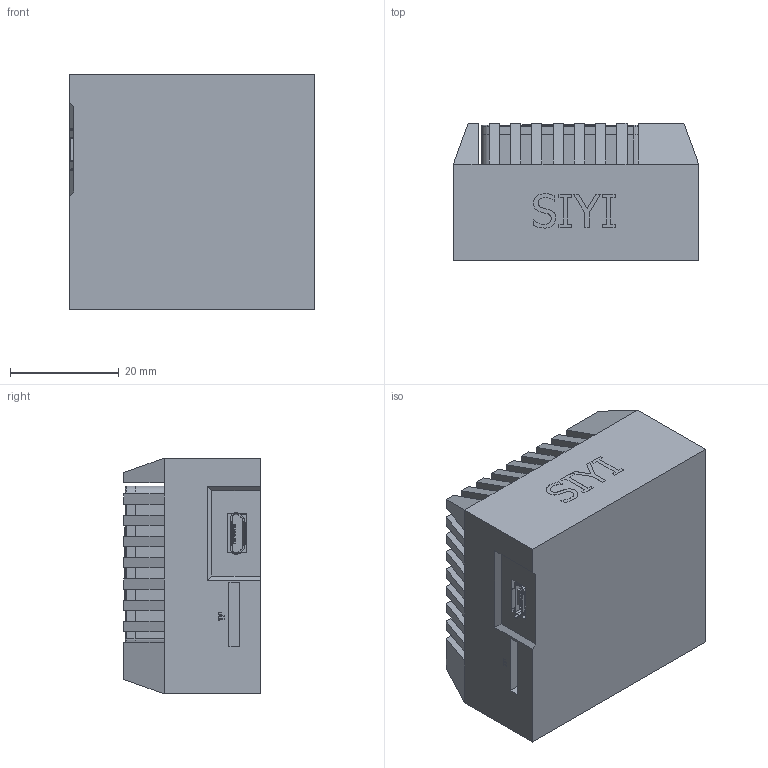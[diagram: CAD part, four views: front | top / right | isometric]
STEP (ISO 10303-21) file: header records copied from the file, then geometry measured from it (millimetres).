
FILE_DESCRIPTION(('FreeCAD Model'),'2;1');
FILE_NAME('Open CASCADE Shape Model','2025-04-27T08:14:39',('FreeCAD'),( 'FreeCAD'),'Open CASCADE STEP processor 7.6','FreeCAD','Unknown');
FILE_SCHEMA(('AUTOMOTIVE_DESIGN { 1 0 10303 214 1 1 1 1 }'));
Products named in the file (1): Open CASCADE STEP translator 7.6 1
Bounding box: 45.11 x 25.2 x 43.4 mm (x, y, z)
Volume: 39201.6 mm3; surface area: 19753.2 mm2
Topology: 45 solids, 45 shells, 8771 faces, 25428 edges, 16858 vertices
Faces by surface type: plane 7945, cylinder 398, bspline 349, torus 74, sphere 4, cone 1
Full cylindrical faces by diameter (mm): 0.3 x24, 0.6 x1, 1.04 x12, 2 x2, 2.2 x1, 3 x2, 3.4 x8, 4.7 x4, 5 x1, 15 x1, 16 x1, 17.3 x1, 28.3 x1
Entity records: 290448 total; most frequent: CARTESIAN_POINT 60213, ORIENTED_EDGE 50848, DIRECTION 42797, EDGE_CURVE 25424, LINE 23743, VECTOR 23743, VERTEX_POINT 16858, AXIS2_PLACEMENT_3D 9527
